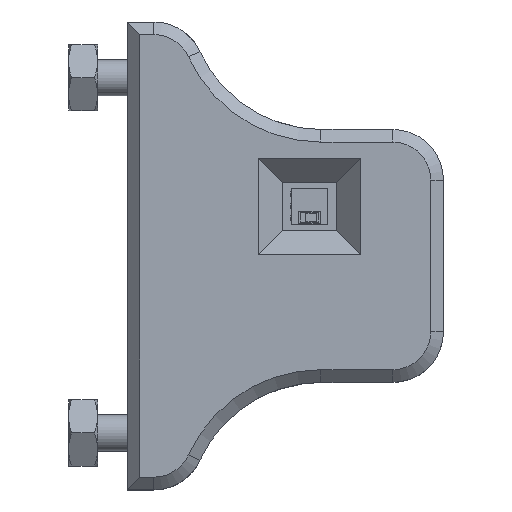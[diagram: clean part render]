
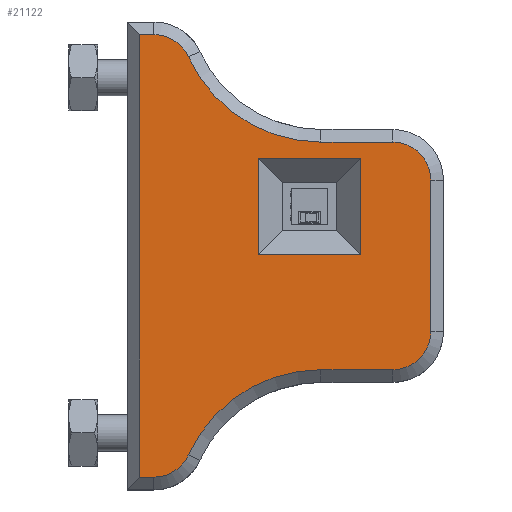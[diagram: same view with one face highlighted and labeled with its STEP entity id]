
A CAD part, top view. The second image highlights one B-rep face of the part: STEP entity #21122.
In plain terms, the highlighted planar face has unit normal (0, 0, 1).
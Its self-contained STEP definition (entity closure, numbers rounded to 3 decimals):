
#1447=PLANE('',#22638);
#1567=FACE_BOUND('',#8598,.T.);
#3715=LINE('',#43686,#6010);
#3719=LINE('',#43695,#6014);
#3722=LINE('',#43701,#6017);
#3725=LINE('',#43712,#6020);
#3726=LINE('',#43714,#6021);
#3727=LINE('',#43716,#6022);
#3728=LINE('',#43722,#6023);
#3729=LINE('',#43726,#6024);
#3730=LINE('',#43729,#6025);
#3731=LINE('',#43730,#6026);
#6010=VECTOR('',#27431,10.);
#6014=VECTOR('',#27439,10.);
#6017=VECTOR('',#27444,10.);
#6020=VECTOR('',#27453,10.5);
#6021=VECTOR('',#27454,10.5);
#6022=VECTOR('',#27455,10.5);
#6023=VECTOR('',#27460,10.5);
#6024=VECTOR('',#27463,10.5);
#6025=VECTOR('',#27466,10.5);
#6026=VECTOR('',#27467,10.);
#7391=FACE_OUTER_BOUND('',#8597,.T.);
#8597=EDGE_LOOP('',(#19491,#19492,#19493,#19494,#19495,#19496,#19497,#19498,
#19499,#19500,#19501,#19502));
#8598=EDGE_LOOP('',(#19503,#19504,#19505,#19506));
#8986=CIRCLE('',#22639,12.075);
#8987=CIRCLE('',#22640,3.15);
#8988=CIRCLE('',#22641,3.15);
#8989=CIRCLE('',#22642,12.075);
#8990=CIRCLE('',#22643,3.15);
#8991=CIRCLE('',#22644,3.15);
#10876=VERTEX_POINT('',#43679);
#10879=VERTEX_POINT('',#43684);
#10882=VERTEX_POINT('',#43694);
#10884=VERTEX_POINT('',#43700);
#10886=VERTEX_POINT('',#43706);
#10887=VERTEX_POINT('',#43707);
#10888=VERTEX_POINT('',#43709);
#10889=VERTEX_POINT('',#43711);
#10890=VERTEX_POINT('',#43713);
#10891=VERTEX_POINT('',#43715);
#10892=VERTEX_POINT('',#43717);
#10893=VERTEX_POINT('',#43719);
#10894=VERTEX_POINT('',#43721);
#10895=VERTEX_POINT('',#43723);
#10896=VERTEX_POINT('',#43725);
#10897=VERTEX_POINT('',#43727);
#13769=EDGE_CURVE('',#10879,#10876,#3715,.T.);
#13773=EDGE_CURVE('',#10876,#10882,#3719,.T.);
#13776=EDGE_CURVE('',#10882,#10884,#3722,.T.);
#13779=EDGE_CURVE('',#10886,#10887,#8986,.T.);
#13780=EDGE_CURVE('',#10888,#10886,#8987,.T.);
#13781=EDGE_CURVE('',#10889,#10888,#3725,.T.);
#13782=EDGE_CURVE('',#10890,#10889,#3726,.T.);
#13783=EDGE_CURVE('',#10891,#10890,#3727,.T.);
#13784=EDGE_CURVE('',#10892,#10891,#8988,.T.);
#13785=EDGE_CURVE('',#10893,#10892,#8989,.T.);
#13786=EDGE_CURVE('',#10894,#10893,#3728,.T.);
#13787=EDGE_CURVE('',#10895,#10894,#8990,.T.);
#13788=EDGE_CURVE('',#10896,#10895,#3729,.T.);
#13789=EDGE_CURVE('',#10897,#10896,#8991,.T.);
#13790=EDGE_CURVE('',#10887,#10897,#3730,.T.);
#13791=EDGE_CURVE('',#10884,#10879,#3731,.T.);
#19491=ORIENTED_EDGE('',*,*,#13779,.F.);
#19492=ORIENTED_EDGE('',*,*,#13780,.F.);
#19493=ORIENTED_EDGE('',*,*,#13781,.F.);
#19494=ORIENTED_EDGE('',*,*,#13782,.F.);
#19495=ORIENTED_EDGE('',*,*,#13783,.F.);
#19496=ORIENTED_EDGE('',*,*,#13784,.F.);
#19497=ORIENTED_EDGE('',*,*,#13785,.F.);
#19498=ORIENTED_EDGE('',*,*,#13786,.F.);
#19499=ORIENTED_EDGE('',*,*,#13787,.F.);
#19500=ORIENTED_EDGE('',*,*,#13788,.F.);
#19501=ORIENTED_EDGE('',*,*,#13789,.F.);
#19502=ORIENTED_EDGE('',*,*,#13790,.F.);
#19503=ORIENTED_EDGE('',*,*,#13791,.F.);
#19504=ORIENTED_EDGE('',*,*,#13776,.F.);
#19505=ORIENTED_EDGE('',*,*,#13773,.F.);
#19506=ORIENTED_EDGE('',*,*,#13769,.F.);
#21122=ADVANCED_FACE('',(#7391,#1567),#1447,.T.);
#22638=AXIS2_PLACEMENT_3D('',#43705,#27447,#27448);
#22639=AXIS2_PLACEMENT_3D('',#43708,#27449,#27450);
#22640=AXIS2_PLACEMENT_3D('',#43710,#27451,#27452);
#22641=AXIS2_PLACEMENT_3D('',#43718,#27456,#27457);
#22642=AXIS2_PLACEMENT_3D('',#43720,#27458,#27459);
#22643=AXIS2_PLACEMENT_3D('',#43724,#27461,#27462);
#22644=AXIS2_PLACEMENT_3D('',#43728,#27464,#27465);
#27431=DIRECTION('',(-1.,0.,0.));
#27439=DIRECTION('',(0.,-1.,0.));
#27444=DIRECTION('',(1.,0.,0.));
#27447=DIRECTION('center_axis',(0.,0.,1.));
#27448=DIRECTION('ref_axis',(0.,-1.,0.));
#27449=DIRECTION('center_axis',(0.,0.,1.));
#27450=DIRECTION('ref_axis',(-0.982,-0.19,0.));
#27451=DIRECTION('center_axis',(0.,0.,-1.));
#27452=DIRECTION('ref_axis',(0.541,0.841,0.));
#27453=DIRECTION('',(1.,0.,0.));
#27454=DIRECTION('',(0.,1.,0.));
#27455=DIRECTION('',(-1.,0.,0.));
#27456=DIRECTION('center_axis',(0.,0.,-1.));
#27457=DIRECTION('ref_axis',(0.541,-0.841,0.));
#27458=DIRECTION('center_axis',(0.,0.,1.));
#27459=DIRECTION('ref_axis',(-0.982,0.19,0.));
#27460=DIRECTION('',(-1.,0.,0.));
#27461=DIRECTION('center_axis',(0.,0.,-1.));
#27462=DIRECTION('ref_axis',(0.707,-0.707,0.));
#27463=DIRECTION('',(0.,-1.,0.));
#27464=DIRECTION('center_axis',(0.,0.,-1.));
#27465=DIRECTION('ref_axis',(0.707,0.707,0.));
#27466=DIRECTION('',(1.,0.,0.));
#27467=DIRECTION('',(0.,1.,0.));
#43679=CARTESIAN_POINT('',(-4.252,8.118,4.2));
#43684=CARTESIAN_POINT('',(4.248,8.118,4.2));
#43686=CARTESIAN_POINT('',(-1.001,8.118,4.2));
#43694=CARTESIAN_POINT('',(-4.252,0.118,4.2));
#43695=CARTESIAN_POINT('',(-4.252,4.809,4.2));
#43700=CARTESIAN_POINT('',(4.248,0.118,4.2));
#43701=CARTESIAN_POINT('',(-1.001,0.118,4.2));
#43705=CARTESIAN_POINT('Origin',(-2.,5.,4.2));
#43706=CARTESIAN_POINT('',(-10.045,16.528,4.2));
#43707=CARTESIAN_POINT('',(0.948,9.45,4.2));
#43708=CARTESIAN_POINT('Origin',(0.948,21.525,4.2));
#43709=CARTESIAN_POINT('',(-12.912,18.375,4.2));
#43710=CARTESIAN_POINT('Origin',(-12.912,15.225,4.2));
#43711=CARTESIAN_POINT('',(-14.075,18.375,4.2));
#43712=CARTESIAN_POINT('',(-12.5,18.375,4.2));
#43713=CARTESIAN_POINT('',(-14.075,-18.375,4.2));
#43714=CARTESIAN_POINT('',(-14.075,0.,4.2));
#43715=CARTESIAN_POINT('',(-12.912,-18.375,4.2));
#43716=CARTESIAN_POINT('',(-12.5,-18.375,4.2));
#43717=CARTESIAN_POINT('',(-10.045,-16.528,4.2));
#43718=CARTESIAN_POINT('Origin',(-12.912,-15.225,4.2));
#43719=CARTESIAN_POINT('',(0.948,-9.45,4.2));
#43720=CARTESIAN_POINT('Origin',(0.948,-21.525,4.2));
#43721=CARTESIAN_POINT('',(6.925,-9.45,4.2));
#43722=CARTESIAN_POINT('',(-5.937,-9.45,4.2));
#43723=CARTESIAN_POINT('',(10.075,-6.3,4.2));
#43724=CARTESIAN_POINT('Origin',(6.925,-6.3,4.2));
#43725=CARTESIAN_POINT('',(10.075,6.3,4.2));
#43726=CARTESIAN_POINT('',(10.075,0.,4.2));
#43727=CARTESIAN_POINT('',(6.925,9.45,4.2));
#43728=CARTESIAN_POINT('Origin',(6.925,6.3,4.2));
#43729=CARTESIAN_POINT('',(-5.937,9.45,4.2));
#43730=CARTESIAN_POINT('',(4.248,4.809,4.2));
